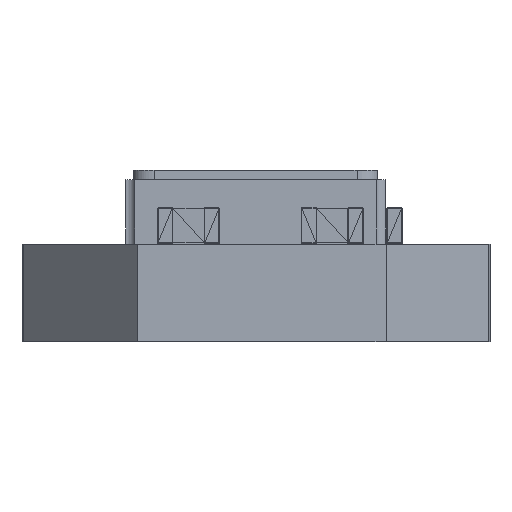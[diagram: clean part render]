
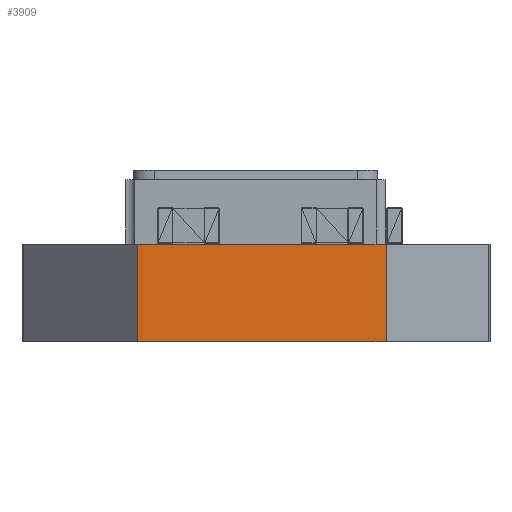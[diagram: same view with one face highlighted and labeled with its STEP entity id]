
A CAD part, left-side view. The second image highlights one B-rep face of the part: STEP entity #3909.
In plain terms, the highlighted planar face has unit normal (-1, 0, 0).
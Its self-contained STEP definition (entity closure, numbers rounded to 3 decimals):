
#60 = EDGE_CURVE('',#61,#63,#65,.T.);
#61 = VERTEX_POINT('',#62);
#62 = CARTESIAN_POINT('',(30.197,34.898,0.));
#63 = VERTEX_POINT('',#64);
#64 = CARTESIAN_POINT('',(30.197,34.898,-1.6));
#65 = LINE('',#66,#67);
#66 = CARTESIAN_POINT('',(30.197,34.898,0.));
#67 = VECTOR('',#68,1.);
#68 = DIRECTION('',(0.,0.,-1.));
#3884 = VERTEX_POINT('',#3885);
#3885 = CARTESIAN_POINT('',(30.197,30.833,-1.6));
#3891 = EDGE_CURVE('',#3892,#3884,#3894,.T.);
#3892 = VERTEX_POINT('',#3893);
#3893 = CARTESIAN_POINT('',(30.197,30.833,0.));
#3894 = LINE('',#3895,#3896);
#3895 = CARTESIAN_POINT('',(30.197,30.833,0.));
#3896 = VECTOR('',#3897,1.);
#3897 = DIRECTION('',(0.,0.,-1.));
#3909 = ADVANCED_FACE('',(#3910),#3926,.F.);
#3910 = FACE_BOUND('',#3911,.F.);
#3911 = EDGE_LOOP('',(#3912,#3913,#3919,#3920));
#3912 = ORIENTED_EDGE('',*,*,#3891,.T.);
#3913 = ORIENTED_EDGE('',*,*,#3914,.T.);
#3914 = EDGE_CURVE('',#3884,#63,#3915,.T.);
#3915 = LINE('',#3916,#3917);
#3916 = CARTESIAN_POINT('',(30.197,30.833,-1.6));
#3917 = VECTOR('',#3918,1.);
#3918 = DIRECTION('',(0.,1.,0.));
#3919 = ORIENTED_EDGE('',*,*,#60,.F.);
#3920 = ORIENTED_EDGE('',*,*,#3921,.F.);
#3921 = EDGE_CURVE('',#3892,#61,#3922,.T.);
#3922 = LINE('',#3923,#3924);
#3923 = CARTESIAN_POINT('',(30.197,30.833,0.));
#3924 = VECTOR('',#3925,1.);
#3925 = DIRECTION('',(0.,1.,0.));
#3926 = PLANE('',#3927);
#3927 = AXIS2_PLACEMENT_3D('',#3928,#3929,#3930);
#3928 = CARTESIAN_POINT('',(30.197,30.833,0.));
#3929 = DIRECTION('',(1.,0.,0.));
#3930 = DIRECTION('',(0.,1.,0.));
